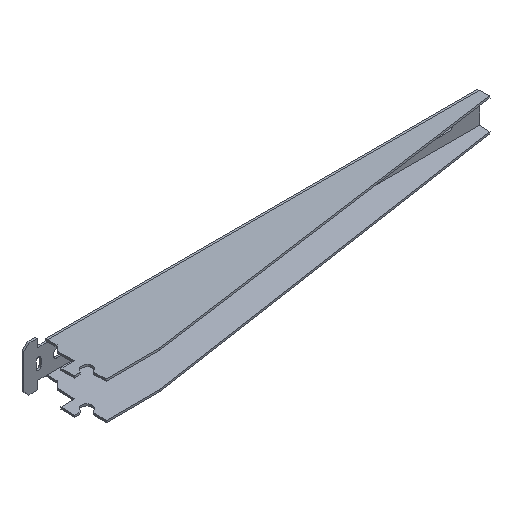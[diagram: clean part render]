
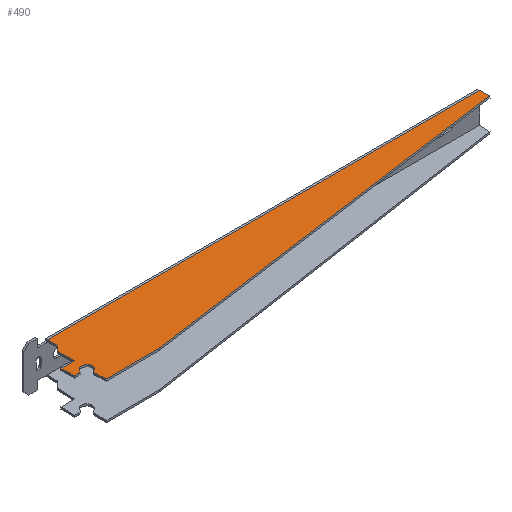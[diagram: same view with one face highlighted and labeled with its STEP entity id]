
A CAD part, isometric view. The second image highlights one B-rep face of the part: STEP entity #490.
In plain terms, the highlighted planar face has unit normal (0, 0.044, 0.999).
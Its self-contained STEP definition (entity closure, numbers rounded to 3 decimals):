
#17 = CARTESIAN_POINT ( 'NONE',  ( 16.5, -56.862, 18.897 ) ) ;
#50 = VERTEX_POINT ( 'NONE', #442 ) ;
#143 = CARTESIAN_POINT ( 'NONE',  ( 24., -1.913, 16.498 ) ) ;
#195 = DIRECTION ( 'NONE',  ( 0., 0.999, -0.044 ) ) ;
#205 = LINE ( 'NONE', #777, #1734 ) ;
#207 = CARTESIAN_POINT ( 'NONE',  ( 18., -17.899, 17.196 ) ) ;
#253 = EDGE_CURVE ( 'NONE', #2866, #1305, #3499, .T. ) ;
#269 = VECTOR ( 'NONE', #473, 1000. ) ;
#281 = ORIENTED_EDGE ( 'NONE', *, *, #1032, .T. ) ;
#282 = CARTESIAN_POINT ( 'NONE',  ( 9.5, -49.869, 18.592 ) ) ;
#287 = ORIENTED_EDGE ( 'NONE', *, *, #1088, .F. ) ;
#300 = CARTESIAN_POINT ( 'NONE',  ( 71.5, -69.85, 19.464 ) ) ;
#345 = CIRCLE ( 'NONE', #1381, 5.5 ) ;
#373 = CARTESIAN_POINT ( 'NONE',  ( 467., -12.639, 16.966 ) ) ;
#405 = VECTOR ( 'NONE', #2936, 1000. ) ;
#439 = VERTEX_POINT ( 'NONE', #3697 ) ;
#442 = CARTESIAN_POINT ( 'NONE',  ( 24., -11.905, 16.934 ) ) ;
#473 = DIRECTION ( 'NONE',  ( -0.707, -0.706, 0.031 ) ) ;
#490 = ADVANCED_FACE ( 'NONE', ( #3568 ), #3362, .F. ) ;
#537 = ORIENTED_EDGE ( 'NONE', *, *, #2148, .F. ) ;
#539 = ORIENTED_EDGE ( 'NONE', *, *, #1687, .F. ) ;
#550 = DIRECTION ( 'NONE',  ( 0.707, 0.706, -0.031 ) ) ;
#556 = CARTESIAN_POINT ( 'NONE',  ( 16.5, -56.862, 18.897 ) ) ;
#575 = CARTESIAN_POINT ( 'NONE',  ( 71.5, -69.85, 19.464 ) ) ;
#611 = EDGE_CURVE ( 'NONE', #1107, #3504, #1603, .T. ) ;
#615 = CARTESIAN_POINT ( 'NONE',  ( 16.5, -69.85, 19.464 ) ) ;
#766 = VERTEX_POINT ( 'NONE', #2069 ) ;
#777 = CARTESIAN_POINT ( 'NONE',  ( 24., -11.905, 16.934 ) ) ;
#804 = VECTOR ( 'NONE', #2691, 1000. ) ;
#819 = DIRECTION ( 'NONE',  ( 0., 0.044, 0.999 ) ) ;
#824 = ORIENTED_EDGE ( 'NONE', *, *, #1635, .F. ) ;
#844 = DIRECTION ( 'NONE',  ( 0., -0.999, 0.044 ) ) ;
#850 = CARTESIAN_POINT ( 'NONE',  ( 4., -49.869, 18.592 ) ) ;
#853 = VECTOR ( 'NONE', #1856, 1000. ) ;
#867 = CARTESIAN_POINT ( 'NONE',  ( 467., -12.639, 16.966 ) ) ;
#963 = CARTESIAN_POINT ( 'NONE',  ( 4., -35.882, 17.981 ) ) ;
#1032 = EDGE_CURVE ( 'NONE', #439, #1981, #1097, .T. ) ;
#1067 = ORIENTED_EDGE ( 'NONE', *, *, #611, .F. ) ;
#1088 = EDGE_CURVE ( 'NONE', #1305, #766, #3676, .T. ) ;
#1097 = LINE ( 'NONE', #556, #269 ) ;
#1107 = VERTEX_POINT ( 'NONE', #143 ) ;
#1162 = EDGE_CURVE ( 'NONE', #1435, #1981, #2764, .T. ) ;
#1165 = CARTESIAN_POINT ( 'NONE',  ( 11.304, -48.066, 18.513 ) ) ;
#1173 = EDGE_LOOP ( 'NONE', ( #1303, #2773, #537, #281, #2560, #2047, #3616, #824, #1067, #3348, #539, #287, #3151, #2339 ) ) ;
#1203 = VECTOR ( 'NONE', #2180, 1000. ) ;
#1272 = LINE ( 'NONE', #615, #2149 ) ;
#1303 = ORIENTED_EDGE ( 'NONE', *, *, #2525, .F. ) ;
#1305 = VERTEX_POINT ( 'NONE', #3454 ) ;
#1328 = LINE ( 'NONE', #300, #405 ) ;
#1381 = AXIS2_PLACEMENT_3D ( 'NONE', #2573, #819, #2856 ) ;
#1383 = DIRECTION ( 'NONE',  ( 0., 0.999, -0.044 ) ) ;
#1434 = EDGE_CURVE ( 'NONE', #1719, #2952, #3485, .T. ) ;
#1435 = VERTEX_POINT ( 'NONE', #2482 ) ;
#1449 = VECTOR ( 'NONE', #1383, 1000. ) ;
#1539 = LINE ( 'NONE', #1681, #1449 ) ;
#1603 = LINE ( 'NONE', #2729, #804 ) ;
#1607 = VECTOR ( 'NONE', #195, 1000. ) ;
#1635 = EDGE_CURVE ( 'NONE', #3504, #3658, #3435, .T. ) ;
#1681 = CARTESIAN_POINT ( 'NONE',  ( 24., -1.913, 16.498 ) ) ;
#1687 = EDGE_CURVE ( 'NONE', #766, #50, #205, .T. ) ;
#1691 = VERTEX_POINT ( 'NONE', #575 ) ;
#1719 = VERTEX_POINT ( 'NONE', #282 ) ;
#1734 = VECTOR ( 'NONE', #550, 1000. ) ;
#1854 = VERTEX_POINT ( 'NONE', #850 ) ;
#1856 = DIRECTION ( 'NONE',  ( -1., 0., 0. ) ) ;
#1981 = VERTEX_POINT ( 'NONE', #17 ) ;
#2009 = VECTOR ( 'NONE', #844, 1000. ) ;
#2022 = LINE ( 'NONE', #963, #2590 ) ;
#2047 = ORIENTED_EDGE ( 'NONE', *, *, #3134, .F. ) ;
#2068 = VECTOR ( 'NONE', #2417, 1000. ) ;
#2069 = CARTESIAN_POINT ( 'NONE',  ( 18., -17.899, 17.196 ) ) ;
#2087 = EDGE_CURVE ( 'NONE', #50, #1107, #1539, .T. ) ;
#2117 = CARTESIAN_POINT ( 'NONE',  ( 18., -35.882, 17.981 ) ) ;
#2131 = DIRECTION ( 'NONE',  ( 0., 0.999, -0.044 ) ) ;
#2148 = EDGE_CURVE ( 'NONE', #439, #2952, #345, .T. ) ;
#2149 = VECTOR ( 'NONE', #2682, 1000. ) ;
#2180 = DIRECTION ( 'NONE',  ( 1., 0., 0. ) ) ;
#2284 = VECTOR ( 'NONE', #2131, 1000. ) ;
#2324 = AXIS2_PLACEMENT_3D ( 'NONE', #3410, #3341, #3338 ) ;
#2339 = ORIENTED_EDGE ( 'NONE', *, *, #3234, .F. ) ;
#2398 = EDGE_CURVE ( 'NONE', #3658, #1691, #1328, .T. ) ;
#2417 = DIRECTION ( 'NONE',  ( 0.707, 0.706, -0.031 ) ) ;
#2482 = CARTESIAN_POINT ( 'NONE',  ( 16.5, -69.85, 19.464 ) ) ;
#2510 = CARTESIAN_POINT ( 'NONE',  ( 11.304, -48.066, 18.513 ) ) ;
#2525 = EDGE_CURVE ( 'NONE', #1719, #1854, #3140, .T. ) ;
#2560 = ORIENTED_EDGE ( 'NONE', *, *, #1162, .F. ) ;
#2569 = CARTESIAN_POINT ( 'NONE',  ( 4., -35.882, 17.981 ) ) ;
#2573 = CARTESIAN_POINT ( 'NONE',  ( 16.5, -49.869, 18.592 ) ) ;
#2590 = VECTOR ( 'NONE', #2974, 1000. ) ;
#2682 = DIRECTION ( 'NONE',  ( -1., 0., 0. ) ) ;
#2691 = DIRECTION ( 'NONE',  ( 1., 0., 0. ) ) ;
#2729 = CARTESIAN_POINT ( 'NONE',  ( 467., -1.913, 16.498 ) ) ;
#2764 = LINE ( 'NONE', #2899, #2284 ) ;
#2773 = ORIENTED_EDGE ( 'NONE', *, *, #1434, .T. ) ;
#2856 = DIRECTION ( 'NONE',  ( 0., 0.999, -0.044 ) ) ;
#2866 = VERTEX_POINT ( 'NONE', #2569 ) ;
#2899 = CARTESIAN_POINT ( 'NONE',  ( 16.5, -55.364, 18.832 ) ) ;
#2936 = DIRECTION ( 'NONE',  ( -0.99, -0.143, 0.006 ) ) ;
#2952 = VERTEX_POINT ( 'NONE', #1165 ) ;
#2974 = DIRECTION ( 'NONE',  ( 0., 0.999, -0.044 ) ) ;
#3046 = CARTESIAN_POINT ( 'NONE',  ( 467., -1.913, 16.498 ) ) ;
#3134 = EDGE_CURVE ( 'NONE', #1691, #1435, #1272, .T. ) ;
#3140 = LINE ( 'NONE', #3468, #853 ) ;
#3151 = ORIENTED_EDGE ( 'NONE', *, *, #253, .F. ) ;
#3234 = EDGE_CURVE ( 'NONE', #1854, #2866, #2022, .T. ) ;
#3338 = DIRECTION ( 'NONE',  ( 0., 0.999, -0.044 ) ) ;
#3341 = DIRECTION ( 'NONE',  ( 0., -0.044, -0.999 ) ) ;
#3348 = ORIENTED_EDGE ( 'NONE', *, *, #2087, .F. ) ;
#3362 = PLANE ( 'NONE',  #2324 ) ;
#3410 = CARTESIAN_POINT ( 'NONE',  ( 16.5, -49.869, 18.592 ) ) ;
#3435 = LINE ( 'NONE', #867, #2009 ) ;
#3454 = CARTESIAN_POINT ( 'NONE',  ( 18., -35.882, 17.981 ) ) ;
#3468 = CARTESIAN_POINT ( 'NONE',  ( 4., -49.869, 18.592 ) ) ;
#3485 = LINE ( 'NONE', #2510, #2068 ) ;
#3499 = LINE ( 'NONE', #2117, #1203 ) ;
#3504 = VERTEX_POINT ( 'NONE', #3046 ) ;
#3568 = FACE_OUTER_BOUND ( 'NONE', #1173, .T. ) ;
#3616 = ORIENTED_EDGE ( 'NONE', *, *, #2398, .F. ) ;
#3658 = VERTEX_POINT ( 'NONE', #373 ) ;
#3676 = LINE ( 'NONE', #207, #1607 ) ;
#3697 = CARTESIAN_POINT ( 'NONE',  ( 18.304, -55.06, 18.819 ) ) ;
